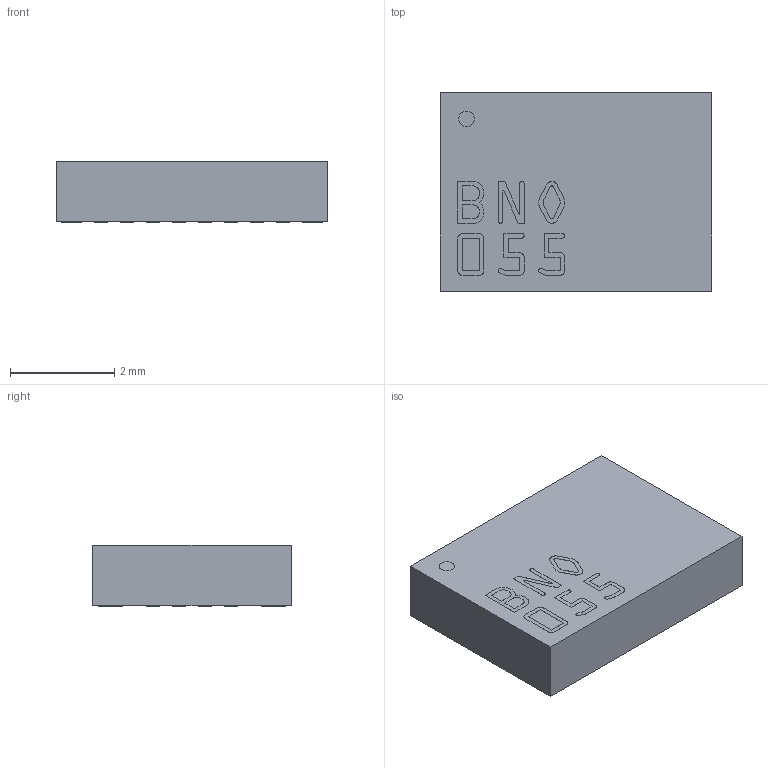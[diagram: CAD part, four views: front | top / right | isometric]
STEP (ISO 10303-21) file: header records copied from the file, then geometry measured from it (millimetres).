
FILE_DESCRIPTION (( 'STEP AP214' ), '1' );
FILE_NAME ('User Library-LGA-28_5.2x3.8_0.5p-1.STEP', '2021-12-25T12:46:44', ( '' ), ( '' ), 'SwSTEP 2.0', 'SolidWorks 2021', '' );
FILE_SCHEMA (( 'AUTOMOTIVE_DESIGN' ));
Length unit declared in the file: millimetre
Products named in the file (1): User Library-LGA-28_5.2x3.8_0.5p-1
Bounding box: 5.2 x 3.8 x 1.18 mm (x, y, z)
Volume: 23 mm3; surface area: 61.2 mm2
Topology: 1 solids, 1 shells, 277 faces, 705 edges, 470 vertices
Faces by surface type: plane 225, bspline 50, cylinder 2
Entity records: 11176 total; most frequent: CARTESIAN_POINT 3255, ORIENTED_EDGE 1410, DIRECTION 1065, EDGE_CURVE 705, LINE 601, VECTOR 601, VERTEX_POINT 470, EDGE_LOOP 317
